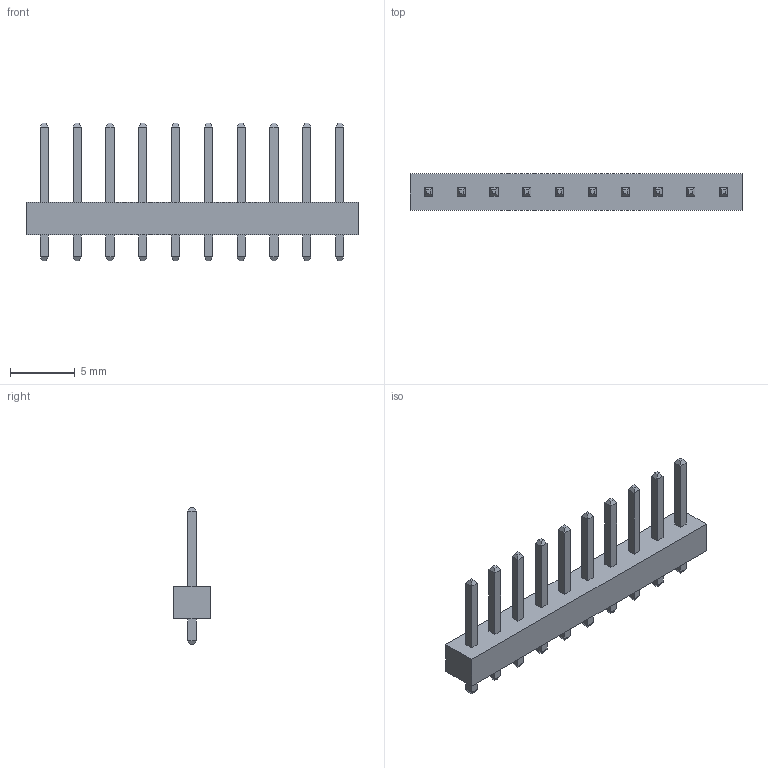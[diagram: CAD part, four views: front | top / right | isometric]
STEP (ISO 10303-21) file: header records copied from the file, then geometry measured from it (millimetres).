
FILE_DESCRIPTION (( 'STEP AP214' ), '1' );
FILE_NAME ( 'HDRV10W64P254_10X1_2570X284H865.STEP', '2022-06-18T21:59:54', ( '' ), ( '' ), '', '©2017 PCB Libraries, Inc.', '' );
FILE_SCHEMA (( 'AUTOMOTIVE_DESIGN' ));
Length unit declared in the file: millimetre
Products named in the file (1): HDRV10W64P254_10X1_2570X284H865
Bounding box: 25.7 x 2.84 x 10.65 mm (x, y, z)
Volume: 217.5 mm3; surface area: 506.1 mm2
Topology: 21 solids, 21 shells, 206 faces, 412 edges, 248 vertices
Faces by surface type: plane 206
Entity records: 5807 total; most frequent: CARTESIAN_POINT 867, DIRECTION 826, ORIENTED_EDGE 824, VECTOR 412, LINE 412, EDGE_CURVE 412, VERTEX_POINT 248, STYLED_ITEM 228
